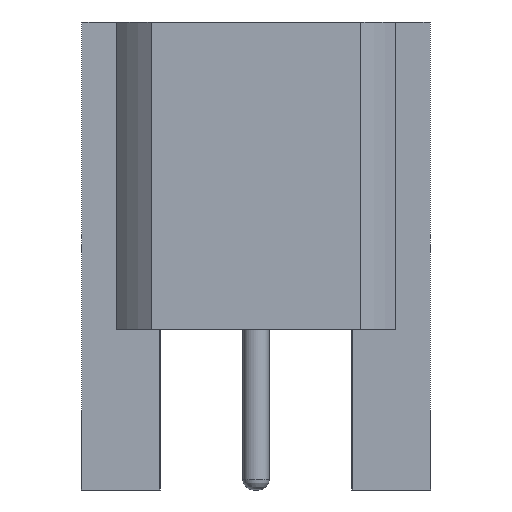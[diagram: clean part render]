
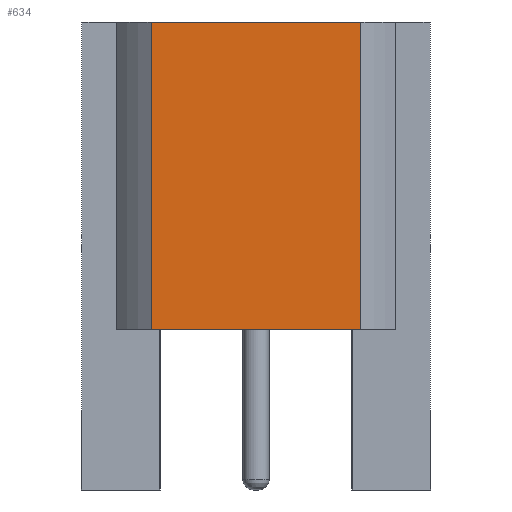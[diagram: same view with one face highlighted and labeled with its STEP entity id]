
A CAD part, front view. The second image highlights one B-rep face of the part: STEP entity #634.
In plain terms, the highlighted planar face has unit normal (0, -1, 0).
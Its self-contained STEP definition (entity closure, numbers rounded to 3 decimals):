
#43=PLANE('',#699);
#66=FACE_OUTER_BOUND('',#107,.T.);
#107=EDGE_LOOP('',(#445,#446,#447,#448));
#158=LINE('',#1001,#203);
#161=LINE('',#1011,#206);
#163=LINE('',#1015,#208);
#164=LINE('',#1016,#209);
#203=VECTOR('',#796,1000.);
#206=VECTOR('',#805,1000.);
#208=VECTOR('',#809,1000.);
#209=VECTOR('',#810,1000.);
#295=VERTEX_POINT('',#998);
#296=VERTEX_POINT('',#1000);
#299=VERTEX_POINT('',#1008);
#301=VERTEX_POINT('',#1014);
#351=EDGE_CURVE('',#296,#295,#158,.T.);
#356=EDGE_CURVE('',#295,#299,#161,.T.);
#358=EDGE_CURVE('',#301,#299,#163,.T.);
#359=EDGE_CURVE('',#296,#301,#164,.T.);
#445=ORIENTED_EDGE('',*,*,#358,.F.);
#446=ORIENTED_EDGE('',*,*,#359,.F.);
#447=ORIENTED_EDGE('',*,*,#351,.T.);
#448=ORIENTED_EDGE('',*,*,#356,.T.);
#634=ADVANCED_FACE('',(#66),#43,.T.);
#699=AXIS2_PLACEMENT_3D('',#1013,#807,#808);
#796=DIRECTION('',(-1.,0.,0.));
#805=DIRECTION('',(0.,0.,-1.));
#807=DIRECTION('center_axis',(0.,-1.,0.));
#808=DIRECTION('ref_axis',(1.,0.,0.));
#809=DIRECTION('',(-1.,0.,0.));
#810=DIRECTION('',(0.,0.,-1.));
#998=CARTESIAN_POINT('',(-1.5,-2.,4.4));
#1000=CARTESIAN_POINT('',(1.5,-2.,4.4));
#1001=CARTESIAN_POINT('',(1.5,-2.,4.4));
#1008=CARTESIAN_POINT('',(-1.5,-2.,0.));
#1011=CARTESIAN_POINT('',(-1.5,-2.,4.4));
#1013=CARTESIAN_POINT('Origin',(1.5,-2.,4.4));
#1014=CARTESIAN_POINT('',(1.5,-2.,0.));
#1015=CARTESIAN_POINT('',(1.5,-2.,0.));
#1016=CARTESIAN_POINT('',(1.5,-2.,4.4));
